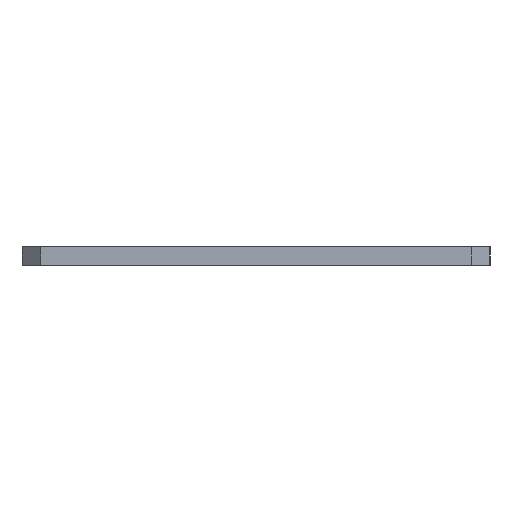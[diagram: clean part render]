
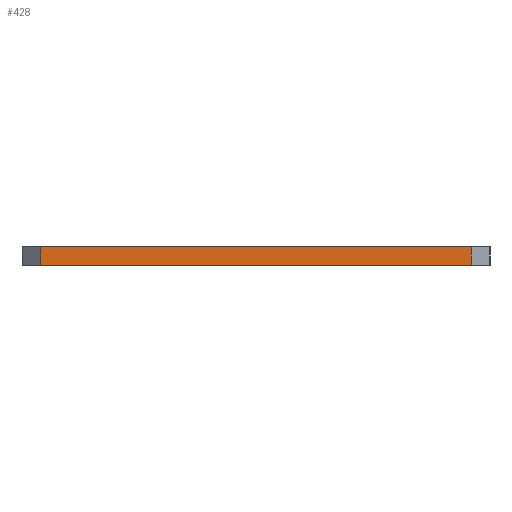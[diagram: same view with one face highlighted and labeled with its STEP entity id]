
A CAD part, left-side view. The second image highlights one B-rep face of the part: STEP entity #428.
In plain terms, the highlighted planar face has unit normal (-1, 0, 0).
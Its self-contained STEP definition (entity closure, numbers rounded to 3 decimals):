
#10 = EDGE_CURVE ( 'NONE', #379, #535, #87, .T. ) ;
#21 = VECTOR ( 'NONE', #98, 1000. ) ;
#39 = AXIS2_PLACEMENT_3D ( 'NONE', #149, #555, #610 ) ;
#87 = LINE ( 'NONE', #553, #194 ) ;
#98 = DIRECTION ( 'NONE',  ( 0., 0., -1. ) ) ;
#140 = VECTOR ( 'NONE', #248, 1000. ) ;
#149 = CARTESIAN_POINT ( 'NONE',  ( 0., 0., 2. ) ) ;
#155 = PLANE ( 'NONE',  #39 ) ;
#194 = VECTOR ( 'NONE', #269, 1000. ) ;
#219 = CARTESIAN_POINT ( 'NONE',  ( 0., -2., 2. ) ) ;
#224 = DIRECTION ( 'NONE',  ( 0., 0., 1. ) ) ;
#248 = DIRECTION ( 'NONE',  ( 0., -1., 0. ) ) ;
#269 = DIRECTION ( 'NONE',  ( 0., -1., 0. ) ) ;
#280 = EDGE_LOOP ( 'NONE', ( #584, #603, #713, #447 ) ) ;
#296 = CARTESIAN_POINT ( 'NONE',  ( 0., -48., 2. ) ) ;
#336 = EDGE_CURVE ( 'NONE', #735, #467, #534, .T. ) ;
#353 = LINE ( 'NONE', #747, #485 ) ;
#378 = CARTESIAN_POINT ( 'NONE',  ( 0., -2., 0. ) ) ;
#379 = VERTEX_POINT ( 'NONE', #737 ) ;
#428 = ADVANCED_FACE ( 'NONE', ( #733 ), #155, .F. ) ;
#435 = EDGE_CURVE ( 'NONE', #379, #735, #742, .T. ) ;
#447 = ORIENTED_EDGE ( 'NONE', *, *, #597, .T. ) ;
#467 = VERTEX_POINT ( 'NONE', #666 ) ;
#485 = VECTOR ( 'NONE', #224, 1000. ) ;
#486 = CARTESIAN_POINT ( 'NONE',  ( 0., 0., 0. ) ) ;
#534 = LINE ( 'NONE', #486, #140 ) ;
#535 = VERTEX_POINT ( 'NONE', #296 ) ;
#553 = CARTESIAN_POINT ( 'NONE',  ( 0., 0., 2. ) ) ;
#555 = DIRECTION ( 'NONE',  ( 1., 0., 0. ) ) ;
#584 = ORIENTED_EDGE ( 'NONE', *, *, #10, .F. ) ;
#597 = EDGE_CURVE ( 'NONE', #467, #535, #353, .T. ) ;
#603 = ORIENTED_EDGE ( 'NONE', *, *, #435, .T. ) ;
#610 = DIRECTION ( 'NONE',  ( 0., 1., 0. ) ) ;
#666 = CARTESIAN_POINT ( 'NONE',  ( 0., -48., 0. ) ) ;
#713 = ORIENTED_EDGE ( 'NONE', *, *, #336, .T. ) ;
#733 = FACE_OUTER_BOUND ( 'NONE', #280, .T. ) ;
#735 = VERTEX_POINT ( 'NONE', #378 ) ;
#737 = CARTESIAN_POINT ( 'NONE',  ( 0., -2., 2. ) ) ;
#742 = LINE ( 'NONE', #219, #21 ) ;
#747 = CARTESIAN_POINT ( 'NONE',  ( 0., -48., 2. ) ) ;
